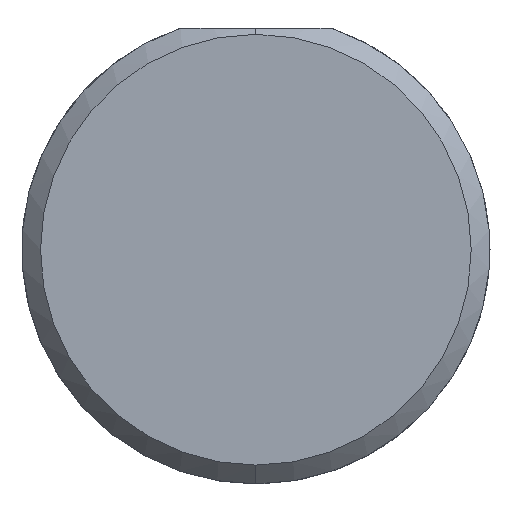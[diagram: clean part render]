
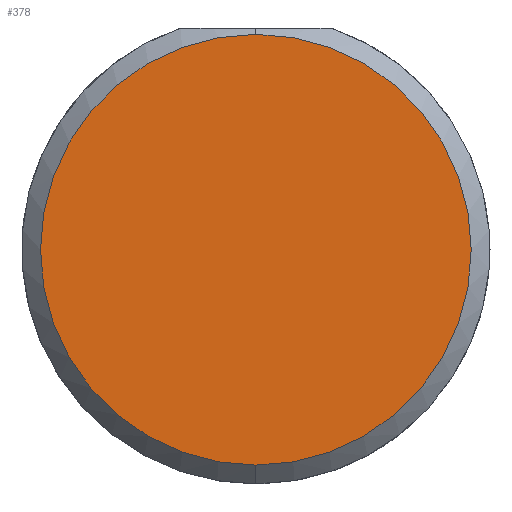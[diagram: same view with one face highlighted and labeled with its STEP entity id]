
A CAD part, left-side view. The second image highlights one B-rep face of the part: STEP entity #378.
In plain terms, the highlighted planar face has unit normal (-1, 0, 0).
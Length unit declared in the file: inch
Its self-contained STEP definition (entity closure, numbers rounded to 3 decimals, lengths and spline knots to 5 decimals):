
#26 = ORIENTED_EDGE ( 'NONE', *, *, #279, .T. ) ;
#80 = AXIS2_PLACEMENT_3D ( 'NONE', #192, #128, #123 ) ;
#81 = EDGE_LOOP ( 'NONE', ( #794, #26 ) ) ;
#123 = DIRECTION ( 'NONE',  ( 0., 0., 1. ) ) ;
#128 = DIRECTION ( 'NONE',  ( -1., 0., 0. ) ) ;
#186 = DIRECTION ( 'NONE',  ( 0., 0., -1. ) ) ;
#192 = CARTESIAN_POINT ( 'NONE',  ( 0., 0., 0. ) ) ;
#279 = EDGE_CURVE ( 'NONE', #563, #307, #903, .T. ) ;
#284 = DIRECTION ( 'NONE',  ( 0., 0., 1. ) ) ;
#307 = VERTEX_POINT ( 'NONE', #917 ) ;
#362 = CARTESIAN_POINT ( 'NONE',  ( 0., 0., 0.17235 ) ) ;
#378 = ADVANCED_FACE ( 'NONE', ( #912 ), #825, .F. ) ;
#497 = EDGE_CURVE ( 'NONE', #307, #563, #682, .T. ) ;
#520 = AXIS2_PLACEMENT_3D ( 'NONE', #711, #862, #284 ) ;
#563 = VERTEX_POINT ( 'NONE', #362 ) ;
#567 = AXIS2_PLACEMENT_3D ( 'NONE', #623, #904, #186 ) ;
#623 = CARTESIAN_POINT ( 'NONE',  ( 0., 0., 0. ) ) ;
#682 = CIRCLE ( 'NONE', #520, 0.17235 ) ;
#711 = CARTESIAN_POINT ( 'NONE',  ( 0., 0., 0. ) ) ;
#794 = ORIENTED_EDGE ( 'NONE', *, *, #497, .T. ) ;
#825 = PLANE ( 'NONE',  #567 ) ;
#862 = DIRECTION ( 'NONE',  ( -1., 0., 0. ) ) ;
#903 = CIRCLE ( 'NONE', #80, 0.17235 ) ;
#904 = DIRECTION ( 'NONE',  ( 1., 0., 0. ) ) ;
#912 = FACE_OUTER_BOUND ( 'NONE', #81, .T. ) ;
#917 = CARTESIAN_POINT ( 'NONE',  ( 0., 0., -0.17235 ) ) ;
